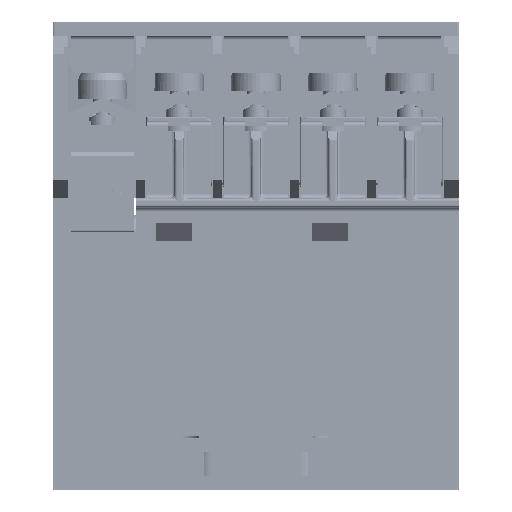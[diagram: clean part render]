
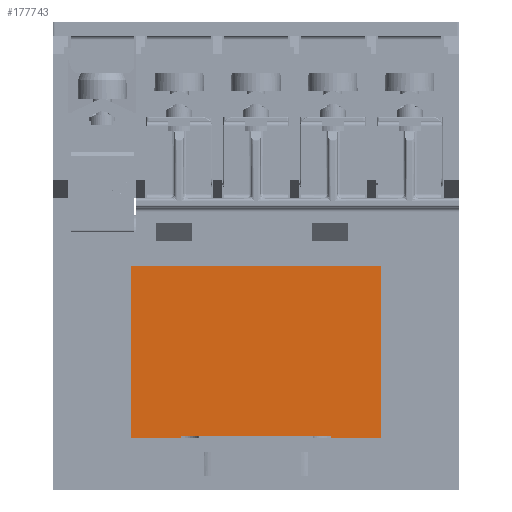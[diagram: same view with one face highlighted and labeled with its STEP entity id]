
A CAD part, front view. The second image highlights one B-rep face of the part: STEP entity #177743.
In plain terms, the highlighted planar face has unit normal (0, -1, 0).
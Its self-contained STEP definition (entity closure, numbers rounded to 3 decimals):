
#162287=CARTESIAN_POINT('',(-13.875,-22.175,6.75));
#162288=VERTEX_POINT('',#162287);
#162295=CARTESIAN_POINT('',(13.875,-22.175,6.75));
#162296=VERTEX_POINT('',#162295);
#162297=CARTESIAN_POINT('',(-13.875,-22.175,6.75));
#162298=DIRECTION('',(1.0,0.0,0.0));
#162299=VECTOR('',#162298,27.75);
#162300=LINE('',#162297,#162299);
#162301=EDGE_CURVE('',#162288,#162296,#162300,.T.);
#164568=CARTESIAN_POINT('',(13.875,-22.175,-12.25));
#164569=VERTEX_POINT('',#164568);
#164578=CARTESIAN_POINT('',(13.875,-22.175,-12.25));
#164579=DIRECTION('',(0.0,0.0,1.0));
#164580=VECTOR('',#164579,19.0);
#164581=LINE('',#164578,#164580);
#164582=EDGE_CURVE('',#164569,#162296,#164581,.T.);
#164594=CARTESIAN_POINT('',(-13.875,-22.175,-12.25));
#164595=VERTEX_POINT('',#164594);
#164602=CARTESIAN_POINT('',(-13.875,-22.175,6.75));
#164603=DIRECTION('',(0.0,0.0,-1.0));
#164604=VECTOR('',#164603,19.);
#164605=LINE('',#164602,#164604);
#164606=EDGE_CURVE('',#162288,#164595,#164605,.T.);
#168680=CARTESIAN_POINT('',(-8.25,-22.175,-12.25));
#168681=VERTEX_POINT('',#168680);
#168689=CARTESIAN_POINT('',(-13.875,-22.175,-12.25));
#168690=DIRECTION('',(1.0,0.0,0.0));
#168691=VECTOR('',#168690,5.625);
#168692=LINE('',#168689,#168691);
#168693=EDGE_CURVE('',#164595,#168681,#168692,.T.);
#168749=CARTESIAN_POINT('',(8.25,-22.175,-12.));
#168750=VERTEX_POINT('',#168749);
#168758=CARTESIAN_POINT('',(-8.25,-22.175,-12.));
#168759=VERTEX_POINT('',#168758);
#168760=CARTESIAN_POINT('',(-8.25,-22.175,-12.));
#168761=DIRECTION('',(1.0,0.0,0.0));
#168762=VECTOR('',#168761,16.5);
#168763=LINE('',#168760,#168762);
#168764=EDGE_CURVE('',#168759,#168750,#168763,.T.);
#177669=CARTESIAN_POINT('',(8.25,-22.175,-12.25));
#177670=VERTEX_POINT('',#177669);
#177685=CARTESIAN_POINT('',(8.25,-22.175,-12.25));
#177686=DIRECTION('',(1.0,0.0,0.0));
#177687=VECTOR('',#177686,5.625);
#177688=LINE('',#177685,#177687);
#177689=EDGE_CURVE('',#177670,#164569,#177688,.T.);
#177712=CARTESIAN_POINT('',(8.25,-22.175,-12.25));
#177713=DIRECTION('',(0.0,0.0,1.0));
#177714=VECTOR('',#177713,0.25);
#177715=LINE('',#177712,#177714);
#177716=EDGE_CURVE('',#177670,#168750,#177715,.T.);
#177723=CARTESIAN_POINT('',(0.,-22.175,-3.75));
#177724=DIRECTION('',(0.0,1.0,0.0));
#177725=DIRECTION('',(0.0,0.0,1.0));
#177726=AXIS2_PLACEMENT_3D('',#177723,#177724,#177725);
#177727=PLANE('',#177726);
#177728=CARTESIAN_POINT('',(-8.25,-22.175,-12.));
#177729=DIRECTION('',(0.0,0.0,-1.0));
#177730=VECTOR('',#177729,0.25);
#177731=LINE('',#177728,#177730);
#177732=EDGE_CURVE('',#168759,#168681,#177731,.T.);
#177733=ORIENTED_EDGE('',*,*,#177732,.F.);
#177734=ORIENTED_EDGE('',*,*,#168764,.T.);
#177735=ORIENTED_EDGE('',*,*,#177716,.F.);
#177736=ORIENTED_EDGE('',*,*,#177689,.T.);
#177737=ORIENTED_EDGE('',*,*,#164582,.T.);
#177738=ORIENTED_EDGE('',*,*,#162301,.F.);
#177739=ORIENTED_EDGE('',*,*,#164606,.T.);
#177740=ORIENTED_EDGE('',*,*,#168693,.T.);
#177741=EDGE_LOOP('',(#177733,#177734,#177735,#177736,#177737,#177738,#177739,#177740));
#177742=FACE_OUTER_BOUND('',#177741,.T.);
#177743=ADVANCED_FACE('',(#177742),#177727,.F.);
